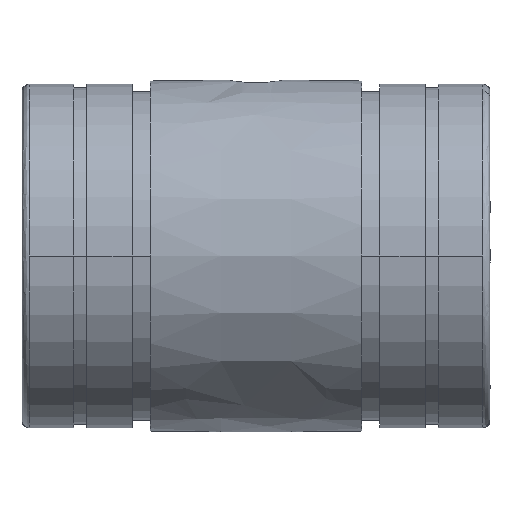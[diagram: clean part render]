
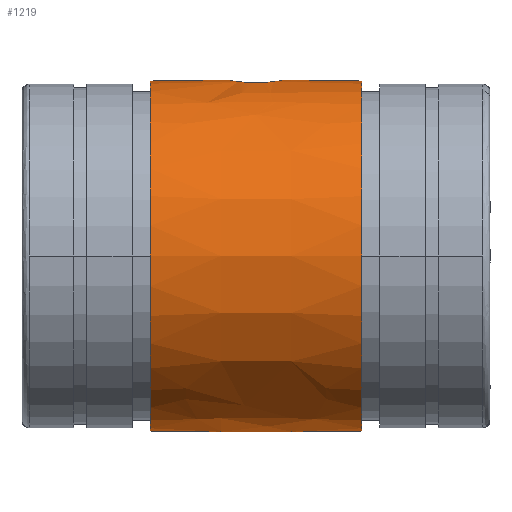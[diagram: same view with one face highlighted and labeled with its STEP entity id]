
A CAD part, left-side view. The second image highlights one B-rep face of the part: STEP entity #1219.
In plain terms, the highlighted free-form (B-spline) face has degree [3, 3] with [4, 4] control points.
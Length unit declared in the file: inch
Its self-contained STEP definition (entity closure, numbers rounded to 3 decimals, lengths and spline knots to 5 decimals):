
#14 = DIRECTION ( 'NONE',  ( -1., 0., 0. ) ) ;
#43 = EDGE_CURVE ( 'NONE', #2472, #1718, #454, .T. ) ;
#61 = DIRECTION ( 'NONE',  ( 0., 1., 0. ) ) ;
#66 = CARTESIAN_POINT ( 'NONE',  ( -0.29566, -2.12657, 1.47336 ) ) ;
#75 = DIRECTION ( 'NONE',  ( 1., 0., 0. ) ) ;
#107 = CARTESIAN_POINT ( 'NONE',  ( -0.39345, -1.73352, 1.46616 ) ) ;
#126 = CARTESIAN_POINT ( 'NONE',  ( -0.31102, -1.69149, 1.47265 ) ) ;
#134 = CARTESIAN_POINT ( 'NONE',  ( -0.47932, -1.87658, 1.4545 ) ) ;
#152 = CARTESIAN_POINT ( 'NONE',  ( -0.23429, -2.79324, 1.46787 ) ) ;
#269 = CIRCLE ( 'NONE', #1252, 55.06563 ) ;
#290 = CARTESIAN_POINT ( 'NONE',  ( -0.37378, -2.09371, 1.46809 ) ) ;
#315 = EDGE_CURVE ( 'NONE', #1718, #2497, #2596, .T. ) ;
#326 = CARTESIAN_POINT ( 'NONE',  ( -0.45712, -2.00431, 1.45799 ) ) ;
#343 = CARTESIAN_POINT ( 'NONE',  ( -3.18904, -2.20243, 1.47738 ) ) ;
#360 = CARTESIAN_POINT ( 'NONE',  ( -3.18904, -1.61155, 1.47738 ) ) ;
#385 = ORIENTED_EDGE ( 'NONE', *, *, #315, .T. ) ;
#454 = CIRCLE ( 'NONE', #553, 55.06563 ) ;
#461 = ORIENTED_EDGE ( 'NONE', *, *, #1792, .T. ) ;
#463 = DIRECTION ( 'NONE',  ( 1., 0., 0. ) ) ;
#475 = DIRECTION ( 'NONE',  ( -1., 0., 0. ) ) ;
#500 = CARTESIAN_POINT ( 'NONE',  ( -0.39277, -2.08051, 1.4662 ) ) ;
#522 = CARTESIAN_POINT ( 'NONE',  ( -0.48094, -1.91521, 1.45423 ) ) ;
#530 = CARTESIAN_POINT ( 'NONE',  ( -0.23429, -1.02074, 1.46787 ) ) ;
#531 = CARTESIAN_POINT ( 'NONE',  ( -0.35434, -1.70882, 1.46981 ) ) ;
#538 = CARTESIAN_POINT ( 'NONE',  ( -0.23429, -1.02074, -1.46787 ) ) ;
#553 = AXIS2_PLACEMENT_3D ( 'NONE', #1644, #14, #633 ) ;
#561 = CARTESIAN_POINT ( 'NONE',  ( -0.23429, -1.61155, 1.47738 ) ) ;
#633 = DIRECTION ( 'NONE',  ( 0., 0., 1. ) ) ;
#706 = CARTESIAN_POINT ( 'NONE',  ( -0.31063, -2.12261, 1.47267 ) ) ;
#751 = CARTESIAN_POINT ( 'NONE',  ( -0.44527, -2.02443, 1.45971 ) ) ;
#759 = CARTESIAN_POINT ( 'NONE',  ( -3.17002, -2.79324, 1.46787 ) ) ;
#768 = CARTESIAN_POINT ( 'NONE',  ( -0.48048, -1.92295, 1.45431 ) ) ;
#776 = CARTESIAN_POINT ( 'NONE',  ( -3.18904, -1.61155, -1.47738 ) ) ;
#897 = AXIS2_PLACEMENT_3D ( 'NONE', #2520, #61, #75 ) ;
#953 = CARTESIAN_POINT ( 'NONE',  ( -0.23429, -2.20243, 1.47738 ) ) ;
#954 = CARTESIAN_POINT ( 'NONE',  ( -0.23429, -1.68075, 1.47454 ) ) ;
#960 = EDGE_CURVE ( 'NONE', #2501, #2559, #1961, .T. ) ;
#961 = CARTESIAN_POINT ( 'NONE',  ( -0.41684, -1.75411, 1.46349 ) ) ;
#1071 = CARTESIAN_POINT ( 'NONE',  ( -0.23429, -1.02074, 0. ) ) ;
#1072 = CARTESIAN_POINT ( 'NONE',  ( -0.23429, -1.90699, -53.59063 ) ) ;
#1168 = CARTESIAN_POINT ( 'NONE',  ( -3.17002, -1.02074, 1.46787 ) ) ;
#1169 = CARTESIAN_POINT ( 'NONE',  ( -0.42691, -2.04908, 1.46221 ) ) ;
#1178 = CARTESIAN_POINT ( 'NONE',  ( -0.38093, -1.72449, 1.46745 ) ) ;
#1219 = ADVANCED_FACE ( 'NONE', ( #2573 ), #2178, .T. ) ;
#1235 = DIRECTION ( 'NONE',  ( 0., 0., -1. ) ) ;
#1252 = AXIS2_PLACEMENT_3D ( 'NONE', #1072, #475, #1934 ) ;
#1253 = ORIENTED_EDGE ( 'NONE', *, *, #43, .T. ) ;
#1308 = CARTESIAN_POINT ( 'NONE',  ( -0.26533, -2.13187, 1.47429 ) ) ;
#1311 = DIRECTION ( 'NONE',  ( 0., -1., 0. ) ) ;
#1372 = CARTESIAN_POINT ( 'NONE',  ( -0.46741, -1.83148, 1.45643 ) ) ;
#1384 = CARTESIAN_POINT ( 'NONE',  ( -0.4409, -2.03078, 1.46032 ) ) ;
#1420 = ORIENTED_EDGE ( 'NONE', *, *, #2250, .T. ) ;
#1474 = CARTESIAN_POINT ( 'NONE',  ( -0.23429, -2.13323, 1.47454 ) ) ;
#1489 = ORIENTED_EDGE ( 'NONE', *, *, #960, .F. ) ;
#1529 = CARTESIAN_POINT ( 'NONE',  ( -0.3539, -2.10537, 1.46984 ) ) ;
#1546 = CARTESIAN_POINT ( 'NONE',  ( -0.4274, -1.76544, 1.46215 ) ) ;
#1567 = EDGE_CURVE ( 'NONE', #2497, #1654, #269, .T. ) ;
#1589 = CARTESIAN_POINT ( 'NONE',  ( -0.41641, -2.0603, 1.46355 ) ) ;
#1592 = CARTESIAN_POINT ( 'NONE',  ( -0.23429, -2.79324, 1.46787 ) ) ;
#1602 = CARTESIAN_POINT ( 'NONE',  ( -0.23429, -2.79324, -1.46787 ) ) ;
#1607 = CARTESIAN_POINT ( 'NONE',  ( -0.23429, -2.20243, -1.47738 ) ) ;
#1644 = CARTESIAN_POINT ( 'NONE',  ( -0.23429, -1.90699, -53.59063 ) ) ;
#1654 = VERTEX_POINT ( 'NONE', #2108 ) ;
#1718 = VERTEX_POINT ( 'NONE', #1474 ) ;
#1745 = CARTESIAN_POINT ( 'NONE',  ( -0.38023, -2.08952, 1.46747 ) ) ;
#1771 = CARTESIAN_POINT ( 'NONE',  ( -0.34012, -1.70212, 1.47089 ) ) ;
#1778 = CARTESIAN_POINT ( 'NONE',  ( -0.47247, -1.84608, 1.45561 ) ) ;
#1789 = CARTESIAN_POINT ( 'NONE',  ( -0.26559, -1.68211, 1.47429 ) ) ;
#1792 = EDGE_CURVE ( 'NONE', #2501, #2472, #2424, .T. ) ;
#1797 = CARTESIAN_POINT ( 'NONE',  ( -3.17002, -1.02074, -1.46787 ) ) ;
#1798 = CARTESIAN_POINT ( 'NONE',  ( -0.45425, -1.80347, 1.45843 ) ) ;
#1817 = CARTESIAN_POINT ( 'NONE',  ( -0.23429, -1.61155, -1.47738 ) ) ;
#1856 = DIRECTION ( 'NONE',  ( 1., 0., 0. ) ) ;
#1934 = DIRECTION ( 'NONE',  ( 0., 0., 1. ) ) ;
#1948 = CARTESIAN_POINT ( 'NONE',  ( -0.24993, -2.13323, 1.47454 ) ) ;
#1957 = CARTESIAN_POINT ( 'NONE',  ( -0.39888, -2.07566, 1.46554 ) ) ;
#1961 = CIRCLE ( 'NONE', #2496, 55.06563 ) ;
#1990 = CARTESIAN_POINT ( 'NONE',  ( -0.24993, -1.68075, 1.47454 ) ) ;
#1998 = CARTESIAN_POINT ( 'NONE',  ( -0.47214, -1.96879, 1.45567 ) ) ;
#2010 = CARTESIAN_POINT ( 'NONE',  ( -0.48099, -1.89204, 1.45422 ) ) ;
#2028 = CARTESIAN_POINT ( 'NONE',  ( -3.17002, -2.79324, -1.46787 ) ) ;
#2108 = CARTESIAN_POINT ( 'NONE',  ( -0.23429, -1.02074, 1.46787 ) ) ;
#2126 = ORIENTED_EDGE ( 'NONE', *, *, #1567, .T. ) ;
#2178 =( BOUNDED_SURFACE ( )  B_SPLINE_SURFACE ( 3, 3, ( 
 ( #152, #759, #2028, #2215 ),
 ( #953, #343, #2602, #1607 ),
 ( #561, #360, #776, #1817 ),
 ( #530, #1168, #1797, #2576 ) ),
 .UNSPECIFIED., .F., .F., .T. ) 
 B_SPLINE_SURFACE_WITH_KNOTS ( ( 4, 4 ),
 ( 4, 4 ),
 ( 0., 1. ),
 ( 0., 1. ),
 .UNSPECIFIED. ) 
 GEOMETRIC_REPRESENTATION_ITEM ( )  RATIONAL_B_SPLINE_SURFACE ( (
 ( 1., 0.333, 0.333, 1.),
 ( 1., 0.333, 0.333, 1.),
 ( 1., 0.333, 0.333, 1.),
 ( 1., 0.333, 0.333, 1.) ) ) 
 REPRESENTATION_ITEM ( '' )  SURFACE ( )  );
#2187 = CARTESIAN_POINT ( 'NONE',  ( -0.46709, -1.98333, 1.45648 ) ) ;
#2206 = CARTESIAN_POINT ( 'NONE',  ( -0.47868, -1.93846, 1.4546 ) ) ;
#2215 = CARTESIAN_POINT ( 'NONE',  ( -0.23429, -2.79324, -1.46787 ) ) ;
#2250 = EDGE_CURVE ( 'NONE', #1654, #2559, #2626, .T. ) ;
#2319 = EDGE_LOOP ( 'NONE', ( #461, #1253, #385, #2126, #1420, #1489 ) ) ;
#2329 = CARTESIAN_POINT ( 'NONE',  ( -0.23429, -2.13323, 1.47454 ) ) ;
#2373 = CARTESIAN_POINT ( 'NONE',  ( -0.45337, -2.01121, 1.45854 ) ) ;
#2379 = CARTESIAN_POINT ( 'NONE',  ( -0.44605, -1.79003, 1.45963 ) ) ;
#2406 = CARTESIAN_POINT ( 'NONE',  ( -0.29611, -1.68753, 1.47335 ) ) ;
#2424 = CIRCLE ( 'NONE', #897, 1.46787 ) ;
#2455 = CARTESIAN_POINT ( 'NONE',  ( -0.23429, -1.90699, 53.59063 ) ) ;
#2472 = VERTEX_POINT ( 'NONE', #1592 ) ;
#2496 = AXIS2_PLACEMENT_3D ( 'NONE', #2455, #1856, #1235 ) ;
#2497 = VERTEX_POINT ( 'NONE', #2580 ) ;
#2501 = VERTEX_POINT ( 'NONE', #1602 ) ;
#2520 = CARTESIAN_POINT ( 'NONE',  ( -0.23429, -2.79324, 0. ) ) ;
#2533 = CARTESIAN_POINT ( 'NONE',  ( -0.33996, -2.11193, 1.4709 ) ) ;
#2559 = VERTEX_POINT ( 'NONE', #538 ) ;
#2569 = CARTESIAN_POINT ( 'NONE',  ( -0.47735, -1.94618, 1.45482 ) ) ;
#2573 = FACE_OUTER_BOUND ( 'NONE', #2319, .T. ) ;
#2574 = AXIS2_PLACEMENT_3D ( 'NONE', #1071, #1311, #463 ) ;
#2576 = CARTESIAN_POINT ( 'NONE',  ( -0.23429, -1.02074, -1.46787 ) ) ;
#2580 = CARTESIAN_POINT ( 'NONE',  ( -0.23429, -1.68075, 1.47454 ) ) ;
#2596 = B_SPLINE_CURVE_WITH_KNOTS ( 'NONE', 3,
 ( #2329, #1948, #1308, #66, #706, #2533, #1529, #290, #1745, #500, #1957, #1589, #1169, #1384, #751, #2373, #326, #2187, #1998, #2569, #2206, #768, #522, #2010, #134, #1778, #1372, #1798, #2379, #1546, #961, #107, #1178, #531, #1771, #126, #2406, #1789, #1990, #954 ),
 .UNSPECIFIED., .F., .F.,
 ( 4, 2, 2, 2, 2, 2, 2, 2, 2, 2, 2, 2, 2, 2, 2, 2, 2, 2, 2, 4 ),
 ( 0.01871, 0.01988, 0.02104, 0.02221, 0.0228, 0.02338, 0.02455, 0.02513, 0.02572, 0.02688, 0.02747, 0.02805, 0.02922, 0.03039, 0.03156, 0.03272, 0.03389, 0.03506, 0.03623, 0.0374 ),
 .UNSPECIFIED. ) ;
#2602 = CARTESIAN_POINT ( 'NONE',  ( -3.18904, -2.20243, -1.47738 ) ) ;
#2626 = CIRCLE ( 'NONE', #2574, 1.46787 ) ;
